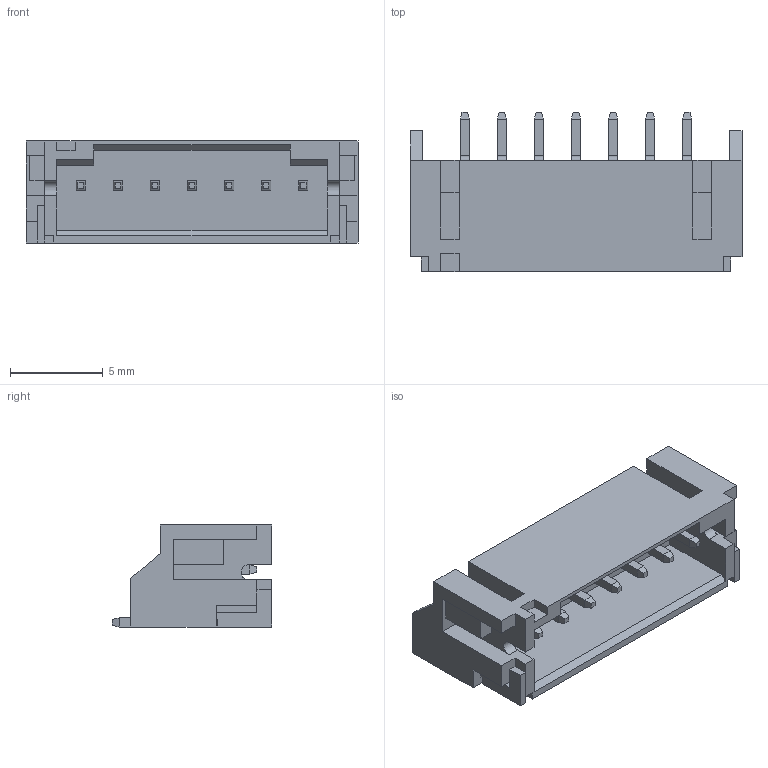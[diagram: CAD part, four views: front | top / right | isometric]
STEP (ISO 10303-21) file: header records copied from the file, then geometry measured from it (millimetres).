
FILE_DESCRIPTION(('STEP AP214'), '1');
FILE_NAME('SxB-PH-SM4-TB', '', ('UNSPECIFIED'), ('UNSPECIFIED'), 'ASCON STEP Converter 1.6', 'ASCON Math Kernel', '');
FILE_SCHEMA(('AUTOMOTIVE_DESIGN { 1 0 10303 214 3 1 1}'));
Length unit declared in the file: millimetre
Bounding box: 17.9 x 8.6 x 5.5 mm (x, y, z)
Volume: 310.7 mm3; surface area: 857.8 mm2
Topology: 3 solids, 3 shells, 305 faces, 795 edges, 506 vertices
Faces by surface type: plane 275, cylinder 30
Entity records: 11627 total; most frequent: CARTESIAN_POINT 1607, ORIENTED_EDGE 1590, DIRECTION 1481, EDGE_CURVE 795, LINE 721, VECTOR 721, VERTEX_POINT 506, AXIS2_PLACEMENT_3D 380
